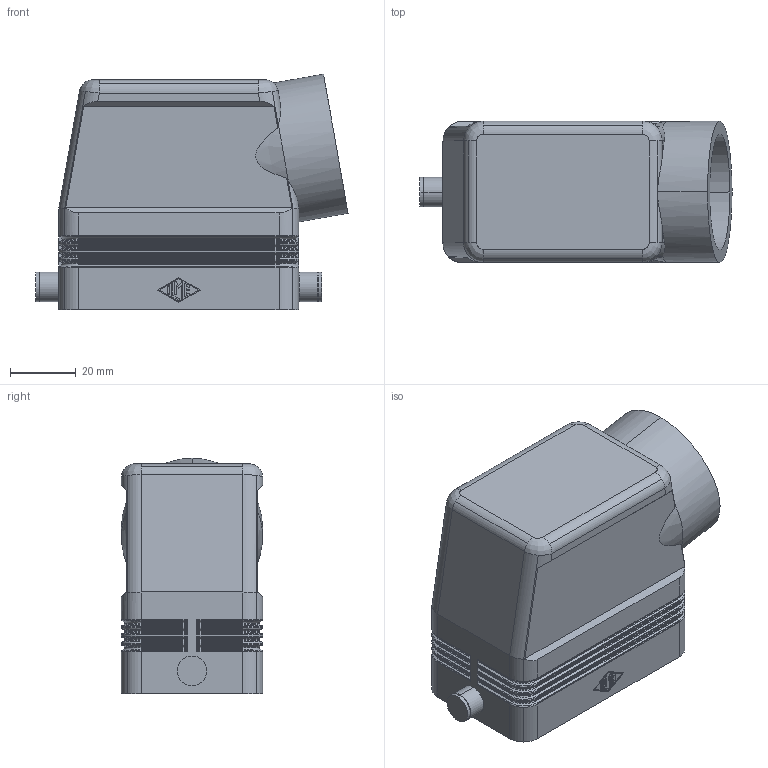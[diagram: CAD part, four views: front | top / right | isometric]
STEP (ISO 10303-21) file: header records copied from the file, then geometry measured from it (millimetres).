
FILE_DESCRIPTION((''),'2;1');
FILE_NAME('CAO 10 L29.stp','2006-12-22T10:10:56',('gembarski'),(''),'Autodesk Inventor 7','Autodesk Inventor 7','');
FILE_SCHEMA(('AUTOMOTIVE_DESIGN { 1 0 10303 214 1 1 1 1 }'));
Length unit declared in the file: millimetre
Products named in the file (1): CAO 10 L29
Bounding box: 95.02 x 43 x 71.74 mm (x, y, z)
Volume: 58214.8 mm3; surface area: 40332.6 mm2
Topology: 1 solids, 1 shells, 661 faces, 1625 edges, 982 vertices
Faces by surface type: cylinder 318, bspline 154, plane 135, torus 32, cone 22
Entity records: 21830 total; most frequent: CARTESIAN_POINT 6253, DIRECTION 3383, ORIENTED_EDGE 3242, EDGE_CURVE 1621, AXIS2_PLACEMENT_3D 1286, VERTEX_POINT 982, VECTOR 811, LINE 811
